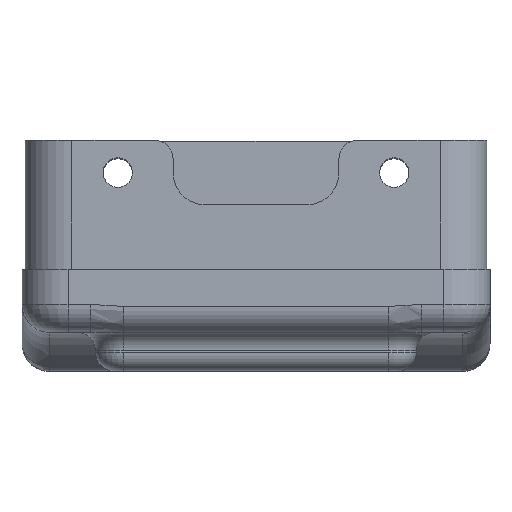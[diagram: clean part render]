
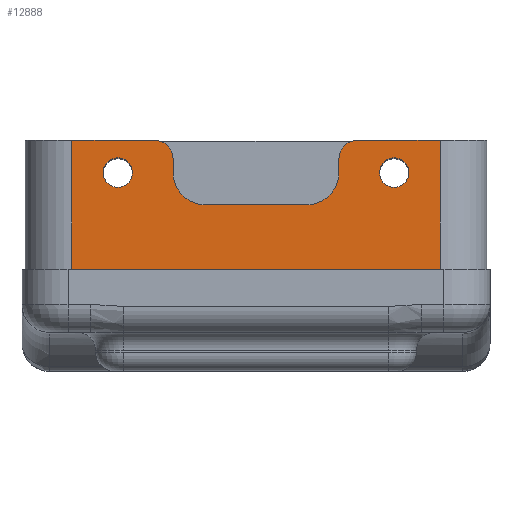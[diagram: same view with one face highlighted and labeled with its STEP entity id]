
A CAD part, top view. The second image highlights one B-rep face of the part: STEP entity #12888.
In plain terms, the highlighted planar face has unit normal (0, 0, 1).
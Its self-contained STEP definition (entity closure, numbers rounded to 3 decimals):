
#12 = ORIENTED_EDGE ( 'NONE', *, *, #9105, .F. ) ;
#17 = CARTESIAN_POINT ( 'NONE',  ( -9., -38.5, 67.05 ) ) ;
#234 = CIRCLE ( 'NONE', #3862, 2. ) ;
#388 = DIRECTION ( 'NONE',  ( 0., 0., 1. ) ) ;
#544 = VECTOR ( 'NONE', #1828, 1000. ) ;
#585 = DIRECTION ( 'NONE',  ( 1., 0., 0. ) ) ;
#598 = DIRECTION ( 'NONE',  ( 0., 0., 1. ) ) ;
#731 = ORIENTED_EDGE ( 'NONE', *, *, #12666, .F. ) ;
#758 = VECTOR ( 'NONE', #1041, 1000. ) ;
#1015 = EDGE_CURVE ( 'NONE', #8451, #4809, #13723, .T. ) ;
#1041 = DIRECTION ( 'NONE',  ( 1., 0., 0. ) ) ;
#1291 = ORIENTED_EDGE ( 'NONE', *, *, #16810, .F. ) ;
#1319 = EDGE_LOOP ( 'NONE', ( #16882, #11267 ) ) ;
#1796 = CARTESIAN_POINT ( 'NONE',  ( 9., -39.5, 67.05 ) ) ;
#1828 = DIRECTION ( 'NONE',  ( 1., 0., 0. ) ) ;
#1994 = VERTEX_POINT ( 'NONE', #3604 ) ;
#2074 = EDGE_CURVE ( 'NONE', #13251, #15989, #10416, .T. ) ;
#2167 = CIRCLE ( 'NONE', #14161, 1.6 ) ;
#2236 = DIRECTION ( 'NONE',  ( 1., 0., 0. ) ) ;
#2264 = FACE_OUTER_BOUND ( 'NONE', #8115, .T. ) ;
#2511 = AXIS2_PLACEMENT_3D ( 'NONE', #16940, #4881, #9053 ) ;
#2516 = CARTESIAN_POINT ( 'NONE',  ( -15., -38.5, 67.05 ) ) ;
#2528 = PLANE ( 'NONE',  #2511 ) ;
#2622 = CARTESIAN_POINT ( 'NONE',  ( 20.4, -35., 67.05 ) ) ;
#2636 = VERTEX_POINT ( 'NONE', #9855 ) ;
#2731 = VECTOR ( 'NONE', #13413, 1000. ) ;
#2783 = AXIS2_PLACEMENT_3D ( 'NONE', #8659, #8740, #15300 ) ;
#2817 = EDGE_CURVE ( 'NONE', #2978, #1994, #3789, .T. ) ;
#2975 = CIRCLE ( 'NONE', #13289, 3.5 ) ;
#2978 = VERTEX_POINT ( 'NONE', #8607 ) ;
#3103 = CARTESIAN_POINT ( 'NONE',  ( 5.5, -42., 67.05 ) ) ;
#3214 = VERTEX_POINT ( 'NONE', #10619 ) ;
#3373 = DIRECTION ( 'NONE',  ( 0., 0., 1. ) ) ;
#3474 = FACE_BOUND ( 'NONE', #1319, .T. ) ;
#3604 = CARTESIAN_POINT ( 'NONE',  ( -13.4, -38.5, 67.05 ) ) ;
#3693 = DIRECTION ( 'NONE',  ( 0., -1., 0. ) ) ;
#3707 = DIRECTION ( 'NONE',  ( 0., 1., 0. ) ) ;
#3789 = CIRCLE ( 'NONE', #15791, 1.6 ) ;
#3862 = AXIS2_PLACEMENT_3D ( 'NONE', #11567, #12542, #585 ) ;
#3915 = CIRCLE ( 'NONE', #2783, 3.5 ) ;
#4146 = AXIS2_PLACEMENT_3D ( 'NONE', #11172, #598, #9919 ) ;
#4282 = CARTESIAN_POINT ( 'NONE',  ( 20., -50., 67.05 ) ) ;
#4448 = VERTEX_POINT ( 'NONE', #10283 ) ;
#4572 = VERTEX_POINT ( 'NONE', #6865 ) ;
#4645 = ORIENTED_EDGE ( 'NONE', *, *, #16401, .F. ) ;
#4809 = VERTEX_POINT ( 'NONE', #15593 ) ;
#4881 = DIRECTION ( 'NONE',  ( 0., 0., 1. ) ) ;
#4908 = VECTOR ( 'NONE', #3707, 1000. ) ;
#5234 = CIRCLE ( 'NONE', #8838, 1.6 ) ;
#5240 = VERTEX_POINT ( 'NONE', #6408 ) ;
#5410 = ORIENTED_EDGE ( 'NONE', *, *, #9997, .F. ) ;
#5633 = DIRECTION ( 'NONE',  ( 0., 0., 1. ) ) ;
#6107 = LINE ( 'NONE', #15371, #544 ) ;
#6304 = VECTOR ( 'NONE', #3693, 1000. ) ;
#6408 = CARTESIAN_POINT ( 'NONE',  ( -11., -35., 67.05 ) ) ;
#6484 = DIRECTION ( 'NONE',  ( 1., 0., 0. ) ) ;
#6589 = LINE ( 'NONE', #16991, #4908 ) ;
#6596 = VERTEX_POINT ( 'NONE', #8657 ) ;
#6865 = CARTESIAN_POINT ( 'NONE',  ( -20., -35., 67.05 ) ) ;
#7125 = DIRECTION ( 'NONE',  ( 0., 1., 0. ) ) ;
#7442 = VERTEX_POINT ( 'NONE', #14856 ) ;
#7456 = CARTESIAN_POINT ( 'NONE',  ( 13.4, -38.5, 67.05 ) ) ;
#7832 = DIRECTION ( 'NONE',  ( 0., 0., 1. ) ) ;
#7913 = ORIENTED_EDGE ( 'NONE', *, *, #13887, .F. ) ;
#7988 = VERTEX_POINT ( 'NONE', #7456 ) ;
#8115 = EDGE_LOOP ( 'NONE', ( #8511, #15369, #8138, #12, #11375, #12698, #731, #9813, #1291, #5410, #10976, #7913 ) ) ;
#8138 = ORIENTED_EDGE ( 'NONE', *, *, #16289, .F. ) ;
#8199 = DIRECTION ( 'NONE',  ( 0., 1., 0. ) ) ;
#8451 = VERTEX_POINT ( 'NONE', #10726 ) ;
#8511 = ORIENTED_EDGE ( 'NONE', *, *, #2074, .F. ) ;
#8528 = CARTESIAN_POINT ( 'NONE',  ( 5.5, -42., 67.05 ) ) ;
#8607 = CARTESIAN_POINT ( 'NONE',  ( -16.6, -38.5, 67.05 ) ) ;
#8657 = CARTESIAN_POINT ( 'NONE',  ( 11., -35., 67.05 ) ) ;
#8659 = CARTESIAN_POINT ( 'NONE',  ( -5.5, -38.5, 67.05 ) ) ;
#8675 = VERTEX_POINT ( 'NONE', #8528 ) ;
#8740 = DIRECTION ( 'NONE',  ( 0., 0., 1. ) ) ;
#8838 = AXIS2_PLACEMENT_3D ( 'NONE', #10771, #388, #9719 ) ;
#8952 = CARTESIAN_POINT ( 'NONE',  ( 9., -38.5, 67.05 ) ) ;
#8974 = FACE_BOUND ( 'NONE', #10007, .T. ) ;
#9053 = DIRECTION ( 'NONE',  ( 1., 0., 0. ) ) ;
#9105 = EDGE_CURVE ( 'NONE', #3214, #4572, #6589, .T. ) ;
#9367 = CARTESIAN_POINT ( 'NONE',  ( -15., -38.5, 67.05 ) ) ;
#9719 = DIRECTION ( 'NONE',  ( 1., 0., 0. ) ) ;
#9722 = VECTOR ( 'NONE', #6484, 1000. ) ;
#9761 = CARTESIAN_POINT ( 'NONE',  ( -9., -37., 67.05 ) ) ;
#9786 = EDGE_CURVE ( 'NONE', #3214, #8451, #11613, .T. ) ;
#9813 = ORIENTED_EDGE ( 'NONE', *, *, #15933, .T. ) ;
#9855 = CARTESIAN_POINT ( 'NONE',  ( 16.6, -38.5, 67.05 ) ) ;
#9919 = DIRECTION ( 'NONE',  ( 1., 0., 0. ) ) ;
#9997 = EDGE_CURVE ( 'NONE', #8675, #10980, #2975, .T. ) ;
#10007 = EDGE_LOOP ( 'NONE', ( #15921, #4645 ) ) ;
#10169 = EDGE_CURVE ( 'NONE', #2636, #7988, #5234, .T. ) ;
#10283 = CARTESIAN_POINT ( 'NONE',  ( 9., -37., 67.05 ) ) ;
#10416 = LINE ( 'NONE', #14682, #6304 ) ;
#10574 = CIRCLE ( 'NONE', #16142, 1.6 ) ;
#10619 = CARTESIAN_POINT ( 'NONE',  ( -20., -49., 67.05 ) ) ;
#10695 = DIRECTION ( 'NONE',  ( -1., 0., 0. ) ) ;
#10726 = CARTESIAN_POINT ( 'NONE',  ( 20., -49., 67.05 ) ) ;
#10771 = CARTESIAN_POINT ( 'NONE',  ( 15., -38.5, 67.05 ) ) ;
#10976 = ORIENTED_EDGE ( 'NONE', *, *, #15777, .F. ) ;
#10980 = VERTEX_POINT ( 'NONE', #8952 ) ;
#11063 = EDGE_CURVE ( 'NONE', #1994, #2978, #2167, .T. ) ;
#11172 = CARTESIAN_POINT ( 'NONE',  ( -11., -37., 67.05 ) ) ;
#11267 = ORIENTED_EDGE ( 'NONE', *, *, #2817, .F. ) ;
#11375 = ORIENTED_EDGE ( 'NONE', *, *, #9786, .T. ) ;
#11567 = CARTESIAN_POINT ( 'NONE',  ( 11., -37., 67.05 ) ) ;
#11613 = LINE ( 'NONE', #15634, #758 ) ;
#11727 = LINE ( 'NONE', #2622, #9722 ) ;
#12062 = DIRECTION ( 'NONE',  ( 0., 0., 1. ) ) ;
#12096 = EDGE_CURVE ( 'NONE', #13251, #5240, #13342, .T. ) ;
#12542 = DIRECTION ( 'NONE',  ( 0., 0., 1. ) ) ;
#12666 = EDGE_CURVE ( 'NONE', #6596, #4809, #6107, .T. ) ;
#12698 = ORIENTED_EDGE ( 'NONE', *, *, #1015, .T. ) ;
#12888 = ADVANCED_FACE ( 'NONE', ( #3474, #8974, #2264 ), #2528, .T. ) ;
#13251 = VERTEX_POINT ( 'NONE', #9761 ) ;
#13289 = AXIS2_PLACEMENT_3D ( 'NONE', #15492, #3373, #2236 ) ;
#13342 = CIRCLE ( 'NONE', #4146, 2. ) ;
#13413 = DIRECTION ( 'NONE',  ( 1., 0., 0. ) ) ;
#13723 = LINE ( 'NONE', #4282, #15729 ) ;
#13887 = EDGE_CURVE ( 'NONE', #15989, #7442, #3915, .T. ) ;
#13917 = VECTOR ( 'NONE', #7125, 1000. ) ;
#14161 = AXIS2_PLACEMENT_3D ( 'NONE', #9367, #5633, #10695 ) ;
#14579 = LINE ( 'NONE', #1796, #13917 ) ;
#14673 = CARTESIAN_POINT ( 'NONE',  ( 15., -38.5, 67.05 ) ) ;
#14682 = CARTESIAN_POINT ( 'NONE',  ( -9., -39.5, 67.05 ) ) ;
#14856 = CARTESIAN_POINT ( 'NONE',  ( -5.5, -42., 67.05 ) ) ;
#15078 = LINE ( 'NONE', #3103, #2731 ) ;
#15300 = DIRECTION ( 'NONE',  ( 1., 0., 0. ) ) ;
#15369 = ORIENTED_EDGE ( 'NONE', *, *, #12096, .T. ) ;
#15371 = CARTESIAN_POINT ( 'NONE',  ( 20.4, -35., 67.05 ) ) ;
#15492 = CARTESIAN_POINT ( 'NONE',  ( 5.5, -38.5, 67.05 ) ) ;
#15593 = CARTESIAN_POINT ( 'NONE',  ( 20., -35., 67.05 ) ) ;
#15634 = CARTESIAN_POINT ( 'NONE',  ( 0., -49., 67.05 ) ) ;
#15729 = VECTOR ( 'NONE', #8199, 1000. ) ;
#15777 = EDGE_CURVE ( 'NONE', #7442, #8675, #15078, .T. ) ;
#15791 = AXIS2_PLACEMENT_3D ( 'NONE', #2516, #7832, #17278 ) ;
#15921 = ORIENTED_EDGE ( 'NONE', *, *, #10169, .F. ) ;
#15933 = EDGE_CURVE ( 'NONE', #6596, #4448, #234, .T. ) ;
#15989 = VERTEX_POINT ( 'NONE', #17 ) ;
#16142 = AXIS2_PLACEMENT_3D ( 'NONE', #14673, #12062, #16250 ) ;
#16250 = DIRECTION ( 'NONE',  ( 1., 0., 0. ) ) ;
#16289 = EDGE_CURVE ( 'NONE', #4572, #5240, #11727, .T. ) ;
#16401 = EDGE_CURVE ( 'NONE', #7988, #2636, #10574, .T. ) ;
#16810 = EDGE_CURVE ( 'NONE', #10980, #4448, #14579, .T. ) ;
#16882 = ORIENTED_EDGE ( 'NONE', *, *, #11063, .F. ) ;
#16940 = CARTESIAN_POINT ( 'NONE',  ( -20., -50., 67.05 ) ) ;
#16991 = CARTESIAN_POINT ( 'NONE',  ( -20., -50., 67.05 ) ) ;
#17278 = DIRECTION ( 'NONE',  ( -1., 0., 0. ) ) ;
